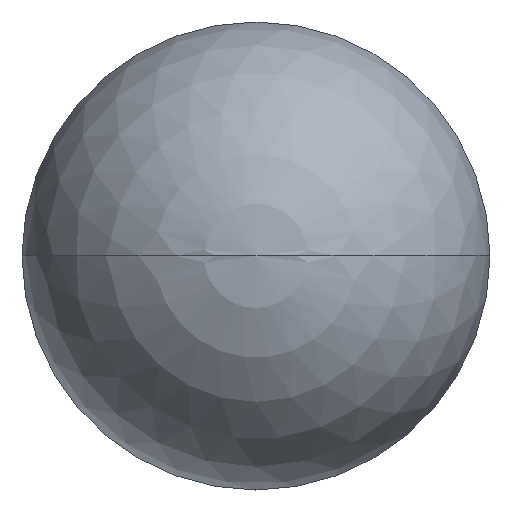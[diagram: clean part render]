
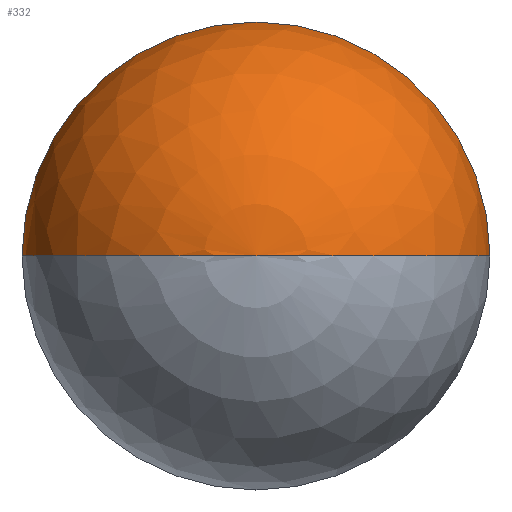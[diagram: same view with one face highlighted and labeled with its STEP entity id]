
A CAD part, left-side view. The second image highlights one B-rep face of the part: STEP entity #332.
In plain terms, the highlighted spherical face has radius 1.5 mm.
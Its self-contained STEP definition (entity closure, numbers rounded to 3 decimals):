
#232=VERTEX_POINT('',#512);
#236=VERTEX_POINT('',#516);
#248=EDGE_CURVE('',#236,#232,#530,.T.);
#332=ADVANCED_FACE('',(#625),#626,.T.);
#350=VERTEX_POINT('',#646);
#384=EDGE_CURVE('',#232,#350,#685,.T.);
#386=EDGE_CURVE('',#350,#236,#687,.T.);
#512=CARTESIAN_POINT('',(1.5,1.5,0.));
#516=CARTESIAN_POINT('',(0.,0.,0.));
#530=CIRCLE('',#846,1.5);
#625=FACE_OUTER_BOUND('',#959,.T.);
#626=SPHERICAL_SURFACE('',#960,1.5);
#646=CARTESIAN_POINT('',(1.5,-1.5,0.));
#685=CIRCLE('',#1030,1.5);
#687=CIRCLE('',#1033,1.5);
#846=AXIS2_PLACEMENT_3D('',#1193,#1194,#1195);
#959=EDGE_LOOP('',(#1334,#1335,#1336));
#960=AXIS2_PLACEMENT_3D('',#1337,#1338,#1339);
#1030=AXIS2_PLACEMENT_3D('',#1426,#1427,#1428);
#1033=AXIS2_PLACEMENT_3D('',#1429,#1430,#1431);
#1193=CARTESIAN_POINT('',(1.5,0.,0.));
#1194=DIRECTION('',(0.,0.,-1.0));
#1195=DIRECTION('',(0.0,-1.0,0.));
#1334=ORIENTED_EDGE('',*,*,#248,.F.);
#1335=ORIENTED_EDGE('',*,*,#386,.F.);
#1336=ORIENTED_EDGE('',*,*,#384,.F.);
#1337=CARTESIAN_POINT('',(1.5,0.,0.));
#1338=DIRECTION('',(1.0,0.,0.));
#1339=DIRECTION('',(0.,1.0,0.));
#1426=CARTESIAN_POINT('',(1.5,0.,0.));
#1427=DIRECTION('',(1.0,0.,0.));
#1428=DIRECTION('',(0.,1.0,0.));
#1429=CARTESIAN_POINT('',(1.5,0.,0.));
#1430=DIRECTION('',(0.,0.,-1.0));
#1431=DIRECTION('',(0.0,-1.0,0.));
